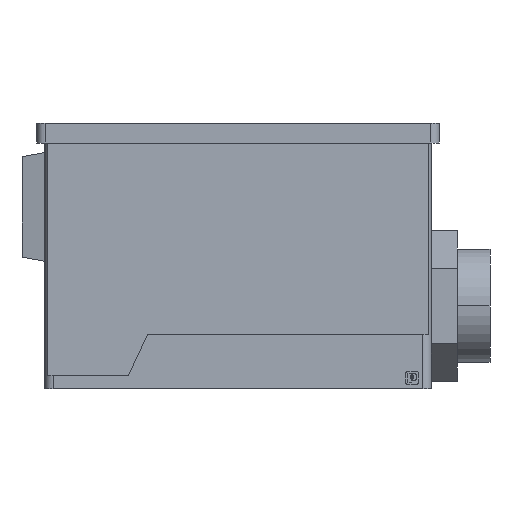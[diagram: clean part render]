
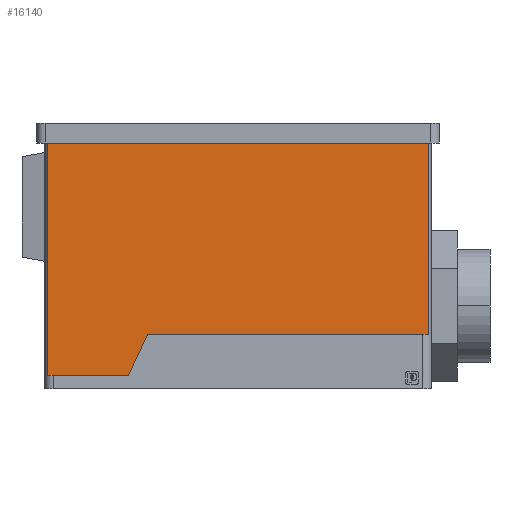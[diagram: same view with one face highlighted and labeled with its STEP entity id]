
A CAD part, left-side view. The second image highlights one B-rep face of the part: STEP entity #16140.
In plain terms, the highlighted face is planar.
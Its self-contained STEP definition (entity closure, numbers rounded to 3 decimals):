
#810=CARTESIAN_POINT('',(79.315,2.003,4.5));
#820=VERTEX_POINT('',#810);
#1340=CARTESIAN_POINT('',(-8.331,2.003,4.5));
#1350=VERTEX_POINT('',#1340);
#1380=CARTESIAN_POINT('',(18.454,2.003,4.5));
#1390=DIRECTION('',(1.,0.,0.));
#1400=VECTOR('',#1390,1.);
#1410=LINE('',#1380,#1400);
#1420=EDGE_CURVE('',#1350,#820,#1410,.T.);
#6570=CARTESIAN_POINT('',(-8.331,2.003,48.5));
#6580=VERTEX_POINT('',#6570);
#6610=CARTESIAN_POINT('',(-8.331,2.003,12.));
#6620=DIRECTION('',(0.,0.,1.));
#6630=VECTOR('',#6620,1.);
#6640=LINE('',#6610,#6630);
#6650=EDGE_CURVE('',#1350,#6580,#6640,.T.);
#14750=CARTESIAN_POINT('',(60.722,2.003,58.));
#14760=VERTEX_POINT('',#14750);
#14790=CARTESIAN_POINT('',(56.292,2.003,48.5));
#14800=DIRECTION('',(0.423,0.,0.906));
#14810=VECTOR('',#14800,1.);
#14820=LINE('',#14790,#14810);
#14830=CARTESIAN_POINT('',(56.292,2.003,48.5));
#14840=VERTEX_POINT('',#14830);
#14850=EDGE_CURVE('',#14840,#14760,#14820,.T.);
#15840=CARTESIAN_POINT('',(12.564,2.003,50.25));
#15850=DIRECTION('',(0.,-1.,0.));
#15860=DIRECTION('',(1.,0.,0.));
#15870=AXIS2_PLACEMENT_3D('',#15840,#15850,#15860);
#15880=PLANE('',#15870);
#15890=ORIENTED_EDGE('',*,*,#14850,.F.);
#15900=CARTESIAN_POINT('',(50.516,2.003,58.));
#15910=DIRECTION('',(1.,0.,0.));
#15920=VECTOR('',#15910,1.);
#15930=LINE('',#15900,#15920);
#15940=CARTESIAN_POINT('',(79.315,2.003,58.));
#15950=VERTEX_POINT('',#15940);
#15960=EDGE_CURVE('',#14760,#15950,#15930,.T.);
#15970=ORIENTED_EDGE('',*,*,#15960,.F.);
#15980=CARTESIAN_POINT('',(79.315,2.003,0.));
#15990=DIRECTION('',(0.,0.,1.));
#16000=VECTOR('',#15990,1.);
#16010=LINE('',#15980,#16000);
#16020=EDGE_CURVE('',#820,#15950,#16010,.T.);
#16030=ORIENTED_EDGE('',*,*,#16020,.T.);
#16040=ORIENTED_EDGE('',*,*,#1420,.T.);
#16050=ORIENTED_EDGE('',*,*,#6650,.F.);
#16060=CARTESIAN_POINT('',(63.454,2.003,48.5));
#16070=DIRECTION('',(1.,0.,0.));
#16080=VECTOR('',#16070,1.);
#16090=LINE('',#16060,#16080);
#16100=EDGE_CURVE('',#6580,#14840,#16090,.T.);
#16110=ORIENTED_EDGE('',*,*,#16100,.F.);
#16120=EDGE_LOOP('',(#16110,#16050,#16040,#16030,#15970,#15890));
#16130=FACE_OUTER_BOUND('',#16120,.T.);
#16140=ADVANCED_FACE('',(#16130),#15880,.T.);
